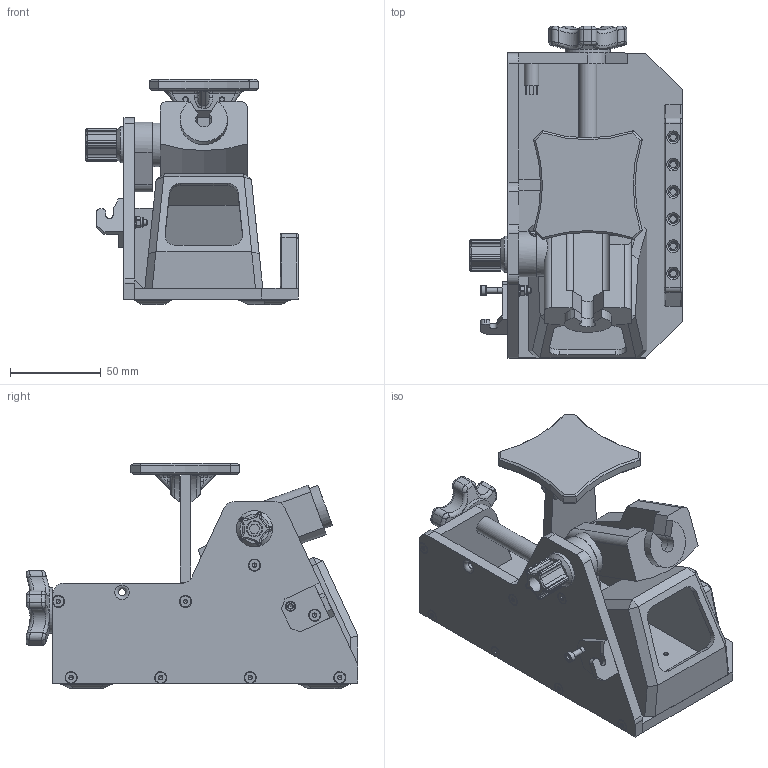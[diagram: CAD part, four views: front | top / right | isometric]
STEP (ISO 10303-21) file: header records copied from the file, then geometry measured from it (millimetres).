
FILE_DESCRIPTION(('FreeCAD Model'),'2;1');
FILE_NAME('Open CASCADE Shape Model','2022-05-02T23:01:13',(''),(''), 'Open CASCADE STEP processor 7.5','FreeCAD','Unknown');
FILE_SCHEMA(('AUTOMOTIVE_DESIGN { 1 0 10303 214 1 1 1 1 }'));
Length unit declared in the file: millimetre
Products named in the file (30): Assembly; Bodies; Base_Panel; Side_Panel; Rear_Panel; Mid_Panel; Handle; Parts; Tool_Holder; Tool_Holder_Adapter; Tool_Holder_Washer; Tool_Holder_Screw; Tip_Cleaner; Tip_Remover_Bracket; Tip_Magazine; Spool_Knob; Connector_Minijack_MJ-064H; Rubber_Pads; Rubber_Pad; Fasteners; Rear_Fasteners; M10x80-Screw; M3x16-Screw620; Side_Fasteners; Bottom_Fasteners; M3x8-Screw087; Tip_Remover_Fasteners; M3x25-Screw; M3-Washer; M3-Nut
Assembly tree (48 placements, depth 4):
  Assembly
    Bodies
      Base_Panel
      Side_Panel
      Rear_Panel
      Mid_Panel
      Handle
    Parts
      Tool_Holder
      Tool_Holder_Adapter
      Tool_Holder_Washer
      Tool_Holder_Screw
      Tip_Cleaner
      Tip_Remover_Bracket
      Tip_Magazine
      Spool_Knob
      Connector_Minijack_MJ-064H
      Rubber_Pads
        Rubber_Pad  x4
    Fasteners
      Rear_Fasteners
        M10x80-Screw
        M3x16-Screw620  x2
      Side_Fasteners
        M3x16-Screw620  x7
      Bottom_Fasteners
        M3x16-Screw620  x6
        M3x8-Screw087  x2
      Tip_Remover_Fasteners
        M3x8-Screw087
        M3x25-Screw
        M3-Washer
        M3-Nut
Bounding box: 117 x 182.79 x 124 mm (x, y, z)
Volume: 387722 mm3; surface area: 169834.1 mm2
Topology: 40 solids, 40 shells, 1130 faces, 2683 edges, 1641 vertices
Faces by surface type: plane 466, cylinder 295, cone 152, bspline 145, revolution 26, torus 23, sphere 23
Full cylindrical faces by diameter (mm): 2.5 x18, 3 x38, 3.2 x3, 3.4 x21, 3.5 x1, 3.6 x6, 4 x2, 5 x6, 5.495 x1, 5.5 x1, 6 x20, 6.1 x1, 7 x1, 7.8 x1, 8 x4, 9 x1, 9.8 x1, 10 x4, 10.5 x1, 14.7 x1, 18.2 x1, 20 x1, 24 x1, 25 x1
Entity records: 37066 total; most frequent: CARTESIAN_POINT 17769, ORIENTED_EDGE 3980, DIRECTION 3640, EDGE_CURVE 1990, AXIS2_PLACEMENT_3D 1383, VERTEX_POINT 1241, FACE_BOUND 929, EDGE_LOOP 929
